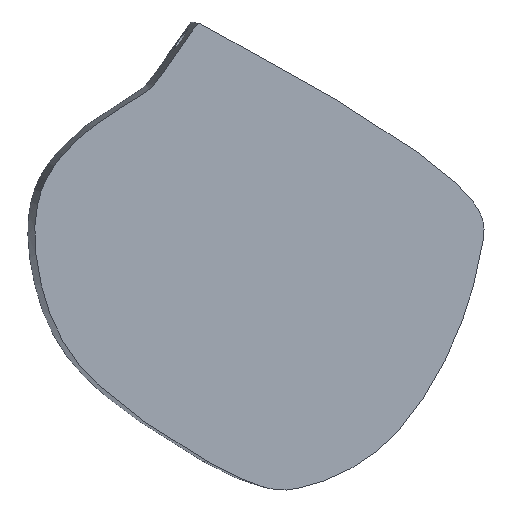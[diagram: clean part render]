
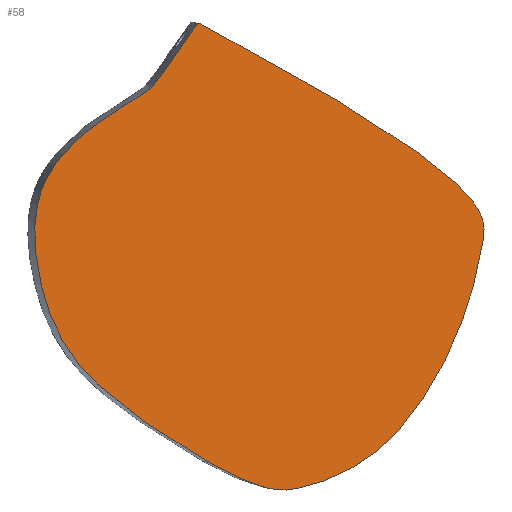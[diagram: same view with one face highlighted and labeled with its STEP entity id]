
A CAD part, left-side view. The second image highlights one B-rep face of the part: STEP entity #58.
In plain terms, the highlighted planar face has unit normal (-0.995, -0.097, -0.003).
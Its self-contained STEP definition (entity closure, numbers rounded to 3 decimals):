
#58=ADVANCED_FACE('',(#77),#78,.T.);
#77=FACE_OUTER_BOUND('',#447,.T.);
#78=PLANE('',#448);
#447=EDGE_LOOP('',(#501,#502));
#448=AXIS2_PLACEMENT_3D('',#503,#504,#505);
#501=ORIENTED_EDGE('',*,*,#515,.F.);
#502=ORIENTED_EDGE('',*,*,#529,.F.);
#503=CARTESIAN_POINT('',(33.359,-22.16,-84.382));
#504=DIRECTION('',(-0.995,-0.097,-0.003));
#505=DIRECTION('',(0.,-0.03,1.));
#515=EDGE_CURVE('',#536,#532,#538,.T.);
#529=EDGE_CURVE('',#532,#536,#561,.T.);
#532=VERTEX_POINT('',#564);
#536=VERTEX_POINT('',#614);
#538=B_SPLINE_CURVE_WITH_KNOTS('',3,(#617,#618,#619,#620,#621,#622,#623,#624,#625,#626,#627,#628,#629,#630,#631,#632,#633,#634,#635,#636,#637,#638,#639,#640,#641,#642,#643,#644,#645,#646,#647,#648,#649,#650,#651,#652,#653,#654,#655,#656,#657,#658,#659,#660,#661,#662),.UNSPECIFIED.,.F.,.F.,(4,3,3,3,3,3,3,3,3,3,3,3,3,3,3,4),(0.0,8.159,18.341,27.476,33.079,36.326,39.635,45.716,52.875,59.132,64.368,69.755,74.199,77.141,81.193,84.122),.UNSPECIFIED.);
#561=B_SPLINE_CURVE_WITH_KNOTS('',3,(#752,#753,#754,#755,#756,#757,#758,#759,#760,#761,#762,#763,#764,#765,#766,#767,#768,#769,#770,#771,#772,#773,#774,#775,#776,#777,#778,#779,#780,#781,#782,#783,#784,#785,#786,#787,#788,#789,#790,#791,#792,#793,#794,#795,#796,#797),.UNSPECIFIED.,.F.,.F.,(4,3,3,3,3,3,3,3,3,3,3,3,3,3,3,4),(84.122,87.05,94.484,100.336,105.3,110.427,115.955,120.612,124.856,130.155,135.389,137.911,140.508,144.52,146.301,148.167),.UNSPECIFIED.);
#564=CARTESIAN_POINT('',(29.215,20.912,-109.164));
#614=CARTESIAN_POINT('',(29.107,20.645,-62.797));
#617=CARTESIAN_POINT('',(29.107,20.645,-62.797));
#618=CARTESIAN_POINT('',(29.247,19.233,-63.562));
#619=CARTESIAN_POINT('',(29.527,16.413,-65.062));
#620=CARTESIAN_POINT('',(29.817,13.506,-66.681));
#621=CARTESIAN_POINT('',(30.106,10.599,-68.299));
#622=CARTESIAN_POINT('',(30.404,7.605,-70.036));
#623=CARTESIAN_POINT('',(30.688,4.759,-71.815));
#624=CARTESIAN_POINT('',(30.971,1.913,-73.595));
#625=CARTESIAN_POINT('',(31.241,-0.786,-75.418));
#626=CARTESIAN_POINT('',(31.439,-2.769,-76.925));
#627=CARTESIAN_POINT('',(31.638,-4.753,-78.431));
#628=CARTESIAN_POINT('',(31.766,-6.022,-79.622));
#629=CARTESIAN_POINT('',(31.855,-6.905,-80.652));
#630=CARTESIAN_POINT('',(31.944,-7.789,-81.681));
#631=CARTESIAN_POINT('',(31.996,-8.286,-82.548));
#632=CARTESIAN_POINT('',(32.015,-8.463,-83.417));
#633=CARTESIAN_POINT('',(32.035,-8.639,-84.286));
#634=CARTESIAN_POINT('',(32.024,-8.495,-85.156));
#635=CARTESIAN_POINT('',(31.998,-8.194,-86.666));
#636=CARTESIAN_POINT('',(31.973,-7.893,-88.175));
#637=CARTESIAN_POINT('',(31.935,-7.434,-90.324));
#638=CARTESIAN_POINT('',(31.869,-6.701,-92.55));
#639=CARTESIAN_POINT('',(31.804,-5.968,-94.775));
#640=CARTESIAN_POINT('',(31.712,-4.961,-97.078));
#641=CARTESIAN_POINT('',(31.612,-3.882,-99.107));
#642=CARTESIAN_POINT('',(31.513,-2.804,-101.136));
#643=CARTESIAN_POINT('',(31.405,-1.655,-102.891));
#644=CARTESIAN_POINT('',(31.299,-0.521,-104.357));
#645=CARTESIAN_POINT('',(31.192,0.613,-105.823));
#646=CARTESIAN_POINT('',(31.086,1.732,-107.001));
#647=CARTESIAN_POINT('',(30.954,3.112,-108.072));
#648=CARTESIAN_POINT('',(30.822,4.492,-109.143));
#649=CARTESIAN_POINT('',(30.664,6.132,-110.108));
#650=CARTESIAN_POINT('',(30.511,7.711,-110.785));
#651=CARTESIAN_POINT('',(30.359,9.29,-111.463));
#652=CARTESIAN_POINT('',(30.212,10.807,-111.854));
#653=CARTESIAN_POINT('',(30.102,11.935,-112.019));
#654=CARTESIAN_POINT('',(29.992,13.064,-112.185));
#655=CARTESIAN_POINT('',(29.919,13.804,-112.124));
#656=CARTESIAN_POINT('',(29.819,14.813,-111.85));
#657=CARTESIAN_POINT('',(29.72,15.822,-111.576));
#658=CARTESIAN_POINT('',(29.593,17.1,-111.089));
#659=CARTESIAN_POINT('',(29.448,18.562,-110.388));
#660=CARTESIAN_POINT('',(29.376,19.293,-110.037));
#661=CARTESIAN_POINT('',(29.298,20.07,-109.633));
#662=CARTESIAN_POINT('',(29.215,20.912,-109.164));
#752=CARTESIAN_POINT('',(29.215,20.912,-109.164));
#753=CARTESIAN_POINT('',(29.131,21.754,-108.694));
#754=CARTESIAN_POINT('',(29.04,22.661,-108.159));
#755=CARTESIAN_POINT('',(28.942,23.651,-107.545));
#756=CARTESIAN_POINT('',(28.744,25.632,-106.317));
#757=CARTESIAN_POINT('',(28.513,27.946,-104.776));
#758=CARTESIAN_POINT('',(28.33,29.783,-103.395));
#759=CARTESIAN_POINT('',(28.146,31.621,-102.014));
#760=CARTESIAN_POINT('',(28.009,32.981,-100.794));
#761=CARTESIAN_POINT('',(27.893,34.128,-99.525));
#762=CARTESIAN_POINT('',(27.777,35.274,-98.257));
#763=CARTESIAN_POINT('',(27.682,36.207,-96.941));
#764=CARTESIAN_POINT('',(27.603,36.97,-95.499));
#765=CARTESIAN_POINT('',(27.524,37.732,-94.056));
#766=CARTESIAN_POINT('',(27.462,38.324,-92.489));
#767=CARTESIAN_POINT('',(27.412,38.779,-90.73));
#768=CARTESIAN_POINT('',(27.363,39.233,-88.971));
#769=CARTESIAN_POINT('',(27.326,39.55,-87.022));
#770=CARTESIAN_POINT('',(27.314,39.619,-85.288));
#771=CARTESIAN_POINT('',(27.303,39.688,-83.554));
#772=CARTESIAN_POINT('',(27.316,39.51,-82.037));
#773=CARTESIAN_POINT('',(27.349,39.13,-80.696));
#774=CARTESIAN_POINT('',(27.382,38.75,-79.356));
#775=CARTESIAN_POINT('',(27.436,38.17,-78.192));
#776=CARTESIAN_POINT('',(27.524,37.235,-76.96));
#777=CARTESIAN_POINT('',(27.612,36.3,-75.728));
#778=CARTESIAN_POINT('',(27.734,35.01,-74.427));
#779=CARTESIAN_POINT('',(27.878,33.508,-73.25));
#780=CARTESIAN_POINT('',(28.021,32.006,-72.073));
#781=CARTESIAN_POINT('',(28.186,30.291,-71.019));
#782=CARTESIAN_POINT('',(28.293,29.181,-70.351));
#783=CARTESIAN_POINT('',(28.4,28.071,-69.682));
#784=CARTESIAN_POINT('',(28.448,27.566,-69.398));
#785=CARTESIAN_POINT('',(28.492,27.107,-68.952));
#786=CARTESIAN_POINT('',(28.536,26.648,-68.507));
#787=CARTESIAN_POINT('',(28.574,26.234,-67.9));
#788=CARTESIAN_POINT('',(28.639,25.544,-66.896));
#789=CARTESIAN_POINT('',(28.704,24.854,-65.892));
#790=CARTESIAN_POINT('',(28.794,23.887,-64.49));
#791=CARTESIAN_POINT('',(28.853,23.261,-63.603));
#792=CARTESIAN_POINT('',(28.912,22.635,-62.717));
#793=CARTESIAN_POINT('',(28.938,22.35,-62.345));
#794=CARTESIAN_POINT('',(28.952,22.205,-62.174));
#795=CARTESIAN_POINT('',(28.966,22.061,-62.003));
#796=CARTESIAN_POINT('',(28.966,22.057,-62.032));
#797=CARTESIAN_POINT('',(29.107,20.645,-62.797));
